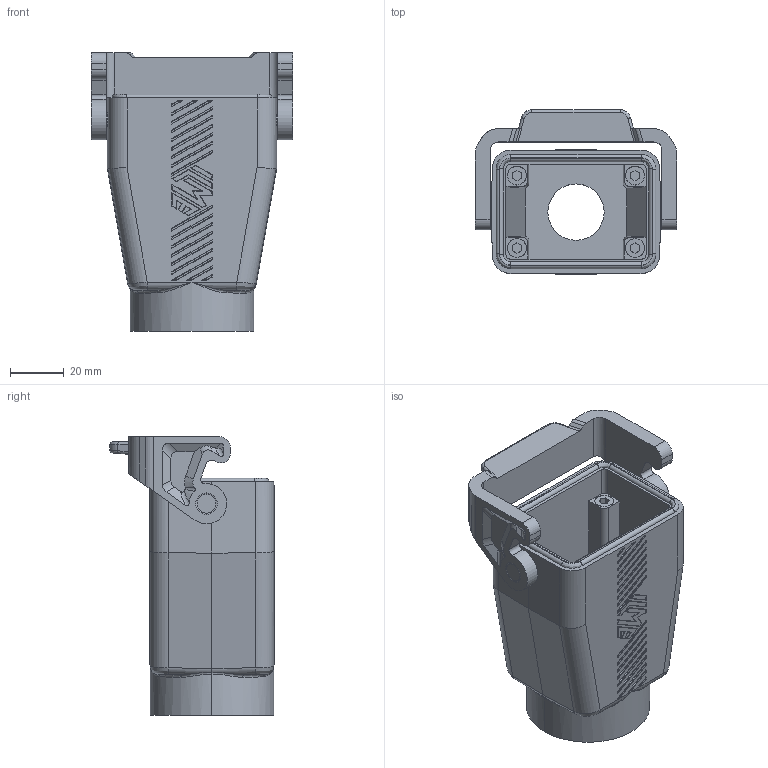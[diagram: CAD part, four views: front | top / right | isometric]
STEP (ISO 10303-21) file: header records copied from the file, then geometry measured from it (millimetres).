
FILE_DESCRIPTION(('Creo Elements/Direct Modeling STEP Export'),'2;1');
FILE_NAME('0ln7uvk5tn6uf0h2880','2023-11-14T13:57:56',(''),(''),'Creo Elements/Direct Modeling STEP processor for AP214 (Solid Model)','Creo Elements/Direct Modeling 20.1B 02-Apr-2019 (C) Parametric Technology GmbH','');
FILE_SCHEMA(('AUTOMOTIVE_DESIGN { 1 0 10303 214 1 1 1 1 }'));
Length unit declared in the file: millimetre
Products named in the file (2): TAVW 06 LG25
Assembly tree (1 placements, depth 2):
  TAVW 06 LG25
    TAVW 06 LG25
Bounding box: 75 x 61.15 x 103.9 mm (x, y, z)
Volume: 116497.1 mm3; surface area: 40467 mm2
Topology: 1 solids, 1 shells, 546 faces, 1392 edges, 904 vertices
Faces by surface type: cylinder 306, plane 188, bspline 30, torus 14, cone 8
Entity records: 30506 total; most frequent: CARTESIAN_POINT 12999, ORIENTED_EDGE 2776, DIRECTION 2654, EDGE_CURVE 1388, VERTEX_POINT 904, AXIS2_PLACEMENT_3D 900, VECTOR 854, LINE 854
